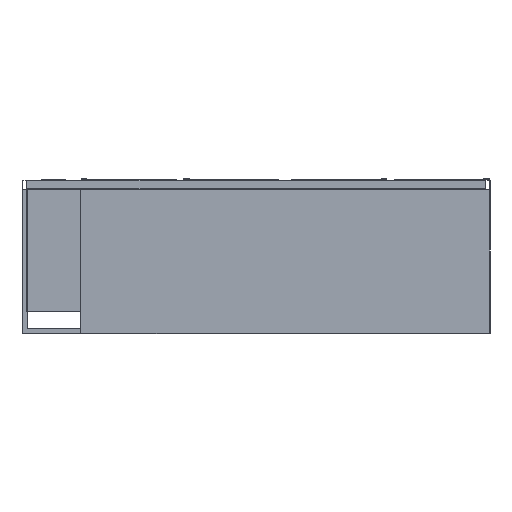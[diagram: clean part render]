
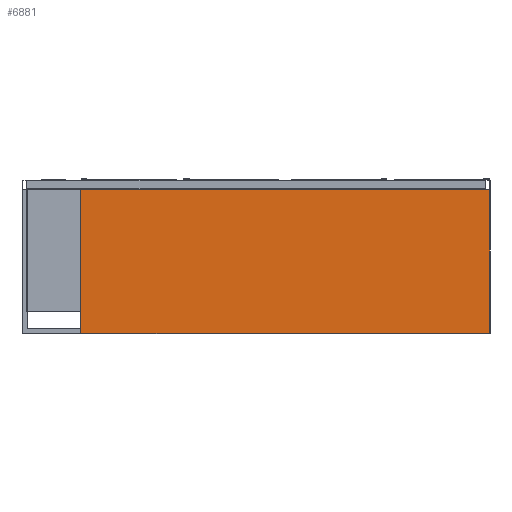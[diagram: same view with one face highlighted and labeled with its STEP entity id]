
A CAD part, front view. The second image highlights one B-rep face of the part: STEP entity #6881.
In plain terms, the highlighted planar face has unit normal (0, -1, 0).
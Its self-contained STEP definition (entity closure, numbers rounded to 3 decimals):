
#507 = ORIENTED_EDGE ( 'NONE', *, *, #9637, .T. ) ;
#1479 = VECTOR ( 'NONE', #21339, 1000. ) ;
#2261 = FACE_OUTER_BOUND ( 'NONE', #34060, .T. ) ;
#3477 = VECTOR ( 'NONE', #13324, 1000. ) ;
#4902 = CARTESIAN_POINT ( 'NONE',  ( -880., -380., -660. ) ) ;
#6670 = LINE ( 'NONE', #18023, #32246 ) ;
#6881 = ADVANCED_FACE ( 'Fl�che8', ( #2261 ), #16427, .T. ) ;
#9637 = EDGE_CURVE ( 'NONE', #9993, #23492, #15665, .T. ) ;
#9993 = VERTEX_POINT ( 'NONE', #33156 ) ;
#10142 = EDGE_CURVE ( 'NONE', #11130, #9993, #25217, .T. ) ;
#10375 = LINE ( 'NONE', #18529, #1479 ) ;
#10686 = VECTOR ( 'NONE', #24328, 1000. ) ;
#11032 = CARTESIAN_POINT ( 'NONE',  ( 878., -380., -660. ) ) ;
#11130 = VERTEX_POINT ( 'NONE', #27794 ) ;
#12095 = CARTESIAN_POINT ( 'NONE',  ( -878., -380., -42. ) ) ;
#12417 = ORIENTED_EDGE ( 'NONE', *, *, #14754, .T. ) ;
#13324 = DIRECTION ( 'NONE',  ( 0., 0., 1. ) ) ;
#13596 = DIRECTION ( 'NONE',  ( 0., 0., -1. ) ) ;
#13866 = ORIENTED_EDGE ( 'NONE', *, *, #20772, .T. ) ;
#14754 = EDGE_CURVE ( 'NONE', #23492, #15529, #6670, .T. ) ;
#15529 = VERTEX_POINT ( 'NONE', #28820 ) ;
#15665 = LINE ( 'NONE', #27170, #10686 ) ;
#16427 = PLANE ( 'NONE',  #35310 ) ;
#18023 = CARTESIAN_POINT ( 'NONE',  ( -878., -380., -660. ) ) ;
#18529 = CARTESIAN_POINT ( 'NONE',  ( -880., -380., -658. ) ) ;
#20639 = DIRECTION ( 'NONE',  ( 0., 0., -1. ) ) ;
#20772 = EDGE_CURVE ( 'NONE', #15529, #11130, #10375, .T. ) ;
#21339 = DIRECTION ( 'NONE',  ( 1., 0., 0. ) ) ;
#23492 = VERTEX_POINT ( 'NONE', #12095 ) ;
#24328 = DIRECTION ( 'NONE',  ( -1., 0., 0. ) ) ;
#25217 = LINE ( 'NONE', #11032, #3477 ) ;
#27170 = CARTESIAN_POINT ( 'NONE',  ( -880., -380., -42. ) ) ;
#27794 = CARTESIAN_POINT ( 'NONE',  ( 878., -380., -658. ) ) ;
#28820 = CARTESIAN_POINT ( 'NONE',  ( -878., -380., -658. ) ) ;
#30763 = DIRECTION ( 'NONE',  ( 0., -1., 0. ) ) ;
#32246 = VECTOR ( 'NONE', #20639, 1000. ) ;
#33156 = CARTESIAN_POINT ( 'NONE',  ( 878., -380., -42. ) ) ;
#34060 = EDGE_LOOP ( 'NONE', ( #507, #12417, #13866, #35472 ) ) ;
#35310 = AXIS2_PLACEMENT_3D ( 'NONE', #4902, #30763, #13596 ) ;
#35472 = ORIENTED_EDGE ( 'NONE', *, *, #10142, .T. ) ;
